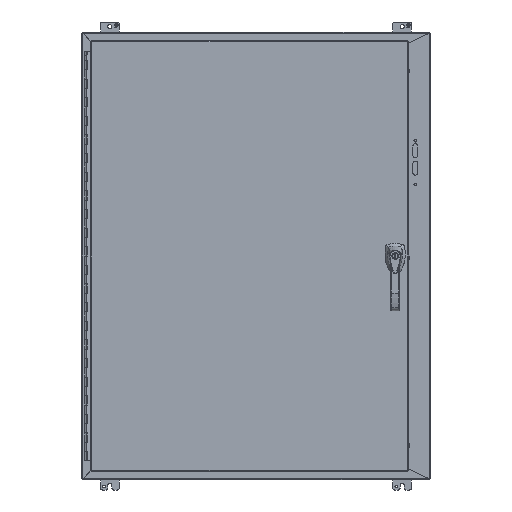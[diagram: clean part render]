
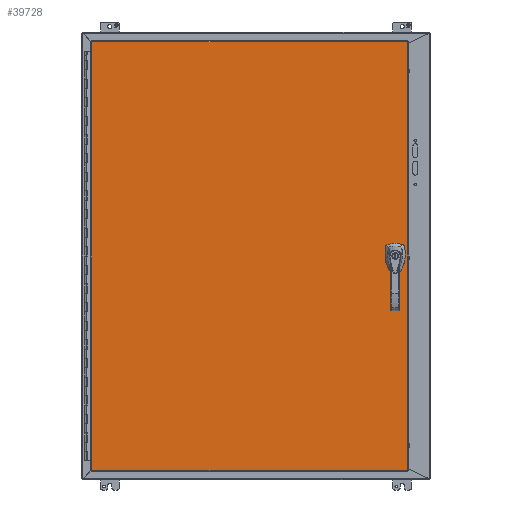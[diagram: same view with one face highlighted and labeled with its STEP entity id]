
A CAD part, front view. The second image highlights one B-rep face of the part: STEP entity #39728.
In plain terms, the highlighted planar face has unit normal (0, -1, 0).
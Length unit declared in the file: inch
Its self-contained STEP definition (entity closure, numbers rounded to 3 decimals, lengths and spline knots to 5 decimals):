
#962 = CARTESIAN_POINT ( 'NONE',  ( 15.333, -12.87513, -0.19846 ) ) ;
#1313 = VECTOR ( 'NONE', #18403, 39.37008 ) ;
#1992 = CARTESIAN_POINT ( 'NONE',  ( 14.542, -12.87513, 0.19846 ) ) ;
#2818 = CARTESIAN_POINT ( 'NONE',  ( 14.9375, -12.87513, 0. ) ) ;
#2850 = EDGE_CURVE ( 'NONE', #5386, #41587, #60526, .T. ) ;
#4513 = AXIS2_PLACEMENT_3D ( 'NONE', #9638, #24358, #70988 ) ;
#5386 = VERTEX_POINT ( 'NONE', #64155 ) ;
#7271 = EDGE_CURVE ( 'NONE', #26919, #90325, #18146, .T. ) ;
#7897 = AXIS2_PLACEMENT_3D ( 'NONE', #2818, #11433, #97094 ) ;
#8375 = CARTESIAN_POINT ( 'NONE',  ( 14.9375, -12.87513, -1.171 ) ) ;
#9638 = CARTESIAN_POINT ( 'NONE',  ( -17.7495, -12.87513, -23.094 ) ) ;
#11175 = EDGE_CURVE ( 'NONE', #56665, #66563, #60076, .T. ) ;
#11433 = DIRECTION ( 'NONE',  ( 0., 1., 0. ) ) ;
#13137 = CARTESIAN_POINT ( 'NONE',  ( 14.9375, -12.87513, 0. ) ) ;
#13857 = LINE ( 'NONE', #27216, #25994 ) ;
#14159 = LINE ( 'NONE', #68427, #73084 ) ;
#14770 = EDGE_CURVE ( 'NONE', #66563, #57145, #14159, .T. ) ;
#15219 = CIRCLE ( 'NONE', #54111, 0.4425 ) ;
#15249 = FACE_OUTER_BOUND ( 'NONE', #72193, .T. ) ;
#16255 = PLANE ( 'NONE',  #4513 ) ;
#16456 = CIRCLE ( 'NONE', #60185, 0.4425 ) ;
#17287 = ORIENTED_EDGE ( 'NONE', *, *, #27460, .T. ) ;
#18146 = CIRCLE ( 'NONE', #79668, 0.167 ) ;
#18403 = DIRECTION ( 'NONE',  ( 0., 0., 1. ) ) ;
#19201 = EDGE_CURVE ( 'NONE', #77276, #32508, #67450, .T. ) ;
#20111 = ORIENTED_EDGE ( 'NONE', *, *, #94990, .T. ) ;
#20870 = CARTESIAN_POINT ( 'NONE',  ( -17.7495, -12.87513, -0.3955 ) ) ;
#21362 = LINE ( 'NONE', #20870, #71301 ) ;
#24358 = DIRECTION ( 'NONE',  ( 0., -1., 0. ) ) ;
#24899 = CARTESIAN_POINT ( 'NONE',  ( 15.13596, -12.87513, 0.3955 ) ) ;
#25913 = ORIENTED_EDGE ( 'NONE', *, *, #19201, .T. ) ;
#25994 = VECTOR ( 'NONE', #75231, 39.37008 ) ;
#26919 = VERTEX_POINT ( 'NONE', #8375 ) ;
#27216 = CARTESIAN_POINT ( 'NONE',  ( -17.7495, -12.87513, -22.986 ) ) ;
#27460 = EDGE_CURVE ( 'NONE', #91376, #77276, #15219, .T. ) ;
#27866 = CARTESIAN_POINT ( 'NONE',  ( 14.9375, -12.87513, 0. ) ) ;
#28516 = EDGE_CURVE ( 'NONE', #58332, #5386, #88795, .T. ) ;
#28967 = DIRECTION ( 'NONE',  ( -1., 0., 0. ) ) ;
#30086 = EDGE_CURVE ( 'NONE', #90325, #26919, #72165, .T. ) ;
#31149 = ORIENTED_EDGE ( 'NONE', *, *, #96909, .T. ) ;
#31806 = ORIENTED_EDGE ( 'NONE', *, *, #7271, .T. ) ;
#32508 = VERTEX_POINT ( 'NONE', #1992 ) ;
#33935 = ORIENTED_EDGE ( 'NONE', *, *, #2850, .T. ) ;
#34981 = DIRECTION ( 'NONE',  ( 0., 0., -1. ) ) ;
#35455 = CIRCLE ( 'NONE', #7897, 0.4425 ) ;
#35997 = LINE ( 'NONE', #67377, #90931 ) ;
#36006 = ORIENTED_EDGE ( 'NONE', *, *, #96886, .T. ) ;
#37705 = DIRECTION ( 'NONE',  ( 0., 0., -1. ) ) ;
#38934 = DIRECTION ( 'NONE',  ( 0., 0., -1. ) ) ;
#39584 = FACE_BOUND ( 'NONE', #50466, .T. ) ;
#39728 = ADVANCED_FACE ( 'NONE', ( #53817, #15249, #39584 ), #16255, .T. ) ;
#41172 = DIRECTION ( 'NONE',  ( 0., 1., 0. ) ) ;
#41587 = VERTEX_POINT ( 'NONE', #55571 ) ;
#42742 = CARTESIAN_POINT ( 'NONE',  ( 15.333, -12.87513, 0.19846 ) ) ;
#42930 = VERTEX_POINT ( 'NONE', #61705 ) ;
#43159 = DIRECTION ( 'NONE',  ( 0., 0., 1. ) ) ;
#44054 = CARTESIAN_POINT ( 'NONE',  ( 14.9375, -12.87513, -1.338 ) ) ;
#44185 = VECTOR ( 'NONE', #37705, 39.37008 ) ;
#44645 = CARTESIAN_POINT ( 'NONE',  ( -17.7495, -12.87513, 22.986 ) ) ;
#48417 = VERTEX_POINT ( 'NONE', #93237 ) ;
#49486 = CARTESIAN_POINT ( 'NONE',  ( 14.542, -12.87513, -0.19846 ) ) ;
#50269 = CARTESIAN_POINT ( 'NONE',  ( 14.9375, -12.87513, 0. ) ) ;
#50466 = EDGE_LOOP ( 'NONE', ( #87077, #31806 ) ) ;
#50565 = VERTEX_POINT ( 'NONE', #67710 ) ;
#53817 = FACE_BOUND ( 'NONE', #87290, .T. ) ;
#54111 = AXIS2_PLACEMENT_3D ( 'NONE', #27866, #89222, #34981 ) ;
#55571 = CARTESIAN_POINT ( 'NONE',  ( -17.6415, -12.87513, -22.986 ) ) ;
#56665 = VERTEX_POINT ( 'NONE', #24899 ) ;
#57145 = VERTEX_POINT ( 'NONE', #962 ) ;
#57977 = CARTESIAN_POINT ( 'NONE',  ( 14.9375, -12.87513, -1.338 ) ) ;
#58332 = VERTEX_POINT ( 'NONE', #81792 ) ;
#59732 = ORIENTED_EDGE ( 'NONE', *, *, #73890, .T. ) ;
#60076 = CIRCLE ( 'NONE', #98835, 0.4425 ) ;
#60185 = AXIS2_PLACEMENT_3D ( 'NONE', #13137, #89724, #74506 ) ;
#60526 = LINE ( 'NONE', #83810, #44185 ) ;
#61705 = CARTESIAN_POINT ( 'NONE',  ( 16.2675, -12.87513, -22.986 ) ) ;
#62478 = CARTESIAN_POINT ( 'NONE',  ( 14.73904, -12.87513, -0.3955 ) ) ;
#64155 = CARTESIAN_POINT ( 'NONE',  ( -17.6415, -12.87513, 22.986 ) ) ;
#65050 = DIRECTION ( 'NONE',  ( 0., 1., 0. ) ) ;
#66563 = VERTEX_POINT ( 'NONE', #42742 ) ;
#67377 = CARTESIAN_POINT ( 'NONE',  ( -17.7495, -12.87513, 0.3955 ) ) ;
#67450 = LINE ( 'NONE', #98361, #72515 ) ;
#67710 = CARTESIAN_POINT ( 'NONE',  ( 14.73904, -12.87513, 0.3955 ) ) ;
#67831 = EDGE_CURVE ( 'NONE', #42930, #58332, #95443, .T. ) ;
#68427 = CARTESIAN_POINT ( 'NONE',  ( 15.333, -12.87513, -23.094 ) ) ;
#70988 = DIRECTION ( 'NONE',  ( 0., 0., -1. ) ) ;
#71301 = VECTOR ( 'NONE', #28967, 39.37008 ) ;
#71666 = ORIENTED_EDGE ( 'NONE', *, *, #28516, .T. ) ;
#72020 = VECTOR ( 'NONE', #73565, 39.37008 ) ;
#72165 = CIRCLE ( 'NONE', #89990, 0.167 ) ;
#72193 = EDGE_LOOP ( 'NONE', ( #99351, #71666, #33935, #59732 ) ) ;
#72515 = VECTOR ( 'NONE', #43159, 39.37008 ) ;
#73084 = VECTOR ( 'NONE', #99334, 39.37008 ) ;
#73565 = DIRECTION ( 'NONE',  ( -1., 0., 0. ) ) ;
#73890 = EDGE_CURVE ( 'NONE', #41587, #42930, #13857, .T. ) ;
#74506 = DIRECTION ( 'NONE',  ( 0., 0., -1. ) ) ;
#74964 = DIRECTION ( 'NONE',  ( 0., 1., 0. ) ) ;
#75231 = DIRECTION ( 'NONE',  ( 1., 0., 0. ) ) ;
#77276 = VERTEX_POINT ( 'NONE', #49486 ) ;
#79668 = AXIS2_PLACEMENT_3D ( 'NONE', #57977, #65050, #81263 ) ;
#80699 = ORIENTED_EDGE ( 'NONE', *, *, #92460, .T. ) ;
#81263 = DIRECTION ( 'NONE',  ( 0., 0., -1. ) ) ;
#81792 = CARTESIAN_POINT ( 'NONE',  ( 16.2675, -12.87513, 22.986 ) ) ;
#83810 = CARTESIAN_POINT ( 'NONE',  ( -17.6415, -12.87513, -23.094 ) ) ;
#87077 = ORIENTED_EDGE ( 'NONE', *, *, #30086, .T. ) ;
#87290 = EDGE_LOOP ( 'NONE', ( #20111, #17287, #25913, #31149, #36006, #93278, #93910, #80699 ) ) ;
#87873 = CARTESIAN_POINT ( 'NONE',  ( 16.2675, -12.87513, -23.094 ) ) ;
#88795 = LINE ( 'NONE', #44645, #72020 ) ;
#89222 = DIRECTION ( 'NONE',  ( 0., 1., 0. ) ) ;
#89724 = DIRECTION ( 'NONE',  ( 0., 1., 0. ) ) ;
#89802 = DIRECTION ( 'NONE',  ( 0., 0., -1. ) ) ;
#89990 = AXIS2_PLACEMENT_3D ( 'NONE', #44054, #74964, #38934 ) ;
#90325 = VERTEX_POINT ( 'NONE', #96354 ) ;
#90931 = VECTOR ( 'NONE', #96792, 39.37008 ) ;
#91376 = VERTEX_POINT ( 'NONE', #62478 ) ;
#92460 = EDGE_CURVE ( 'NONE', #57145, #48417, #35455, .T. ) ;
#93237 = CARTESIAN_POINT ( 'NONE',  ( 15.13596, -12.87513, -0.3955 ) ) ;
#93278 = ORIENTED_EDGE ( 'NONE', *, *, #11175, .T. ) ;
#93910 = ORIENTED_EDGE ( 'NONE', *, *, #14770, .T. ) ;
#94990 = EDGE_CURVE ( 'NONE', #48417, #91376, #21362, .T. ) ;
#95443 = LINE ( 'NONE', #87873, #1313 ) ;
#96354 = CARTESIAN_POINT ( 'NONE',  ( 14.9375, -12.87513, -1.505 ) ) ;
#96792 = DIRECTION ( 'NONE',  ( 1., 0., 0. ) ) ;
#96886 = EDGE_CURVE ( 'NONE', #50565, #56665, #35997, .T. ) ;
#96909 = EDGE_CURVE ( 'NONE', #32508, #50565, #16456, .T. ) ;
#97094 = DIRECTION ( 'NONE',  ( 0., 0., -1. ) ) ;
#98361 = CARTESIAN_POINT ( 'NONE',  ( 14.542, -12.87513, -23.094 ) ) ;
#98835 = AXIS2_PLACEMENT_3D ( 'NONE', #50269, #41172, #89802 ) ;
#99334 = DIRECTION ( 'NONE',  ( 0., 0., -1. ) ) ;
#99351 = ORIENTED_EDGE ( 'NONE', *, *, #67831, .T. ) ;
